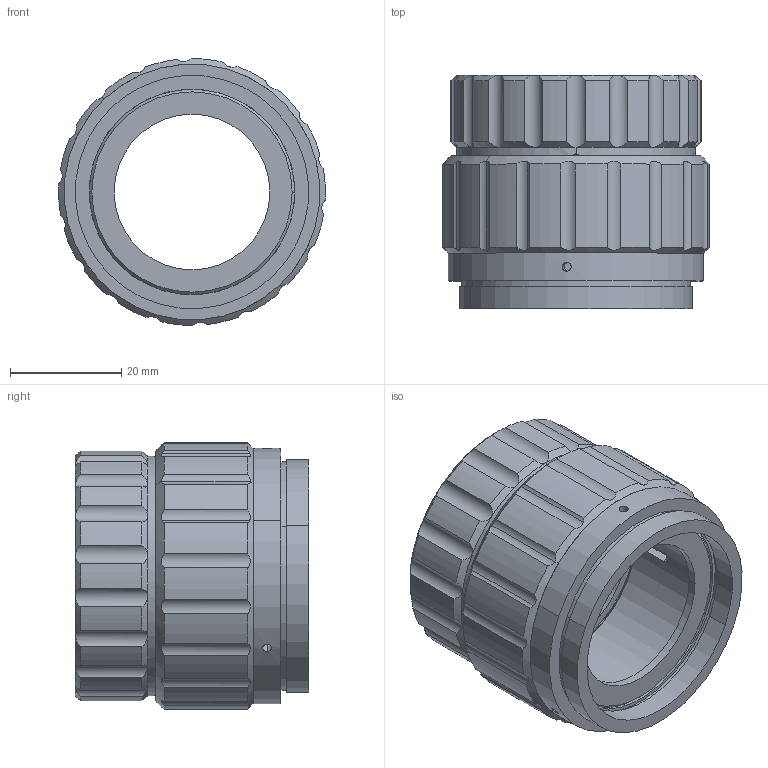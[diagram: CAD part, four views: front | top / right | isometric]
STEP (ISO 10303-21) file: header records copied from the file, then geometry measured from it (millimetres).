
FILE_DESCRIPTION (( 'STEP AP203' ), '1' );
FILE_NAME ('508000.STEP', '2021-06-23T01:59:08', ( '' ), ( '' ), 'SwSTEP 2.0', 'SolidWorks 2020', '' );
FILE_SCHEMA (( 'CONFIG_CONTROL_DESIGN' ));
Length unit declared in the file: millimetre
Products named in the file (1): 508000
Bounding box: 47.99 x 42 x 48 mm (x, y, z)
Volume: 29533.2 mm3; surface area: 31586 mm2
Topology: 6 solids, 6 shells, 273 faces, 738 edges, 499 vertices
Faces by surface type: cylinder 180, cone 57, plane 36
Entity records: 10586 total; most frequent: CARTESIAN_POINT 3657, ORIENTED_EDGE 1476, DIRECTION 1371, EDGE_CURVE 738, AXIS2_PLACEMENT_3D 559, VERTEX_POINT 499, EDGE_LOOP 329, CIRCLE 285
